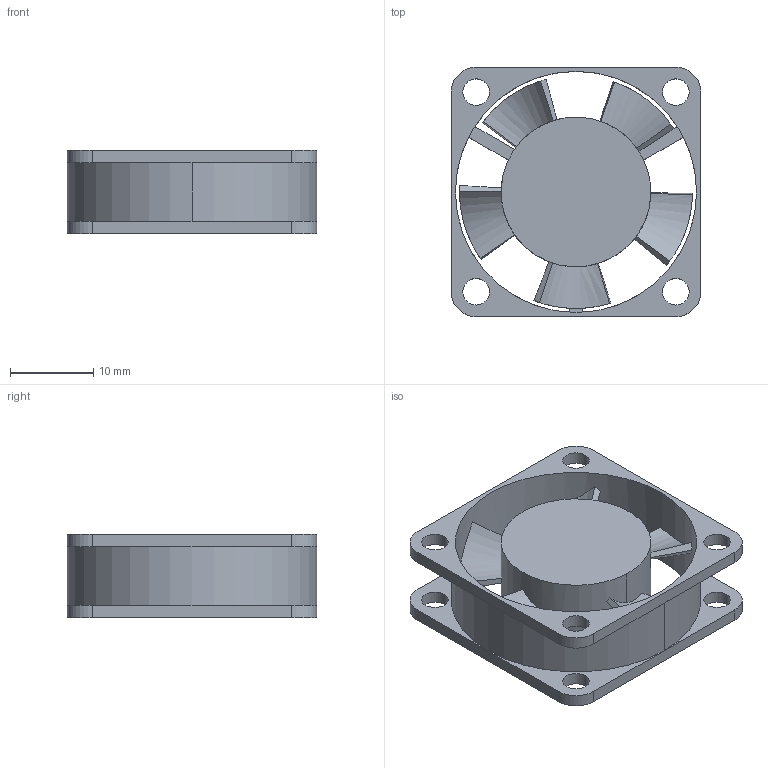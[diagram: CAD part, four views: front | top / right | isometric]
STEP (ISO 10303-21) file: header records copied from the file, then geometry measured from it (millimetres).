
FILE_DESCRIPTION (( 'STEP AP203' ), '1' );
FILE_NAME ('KDE0503PFB3.step', '2016-09-10T22:55:20', ( '' ), ( '' ), 'SwSTEP 2.0', 'SolidWorks 2008', '' );
FILE_SCHEMA (( 'CONFIG_CONTROL_DESIGN' ));
Length unit declared in the file: millimetre
Products named in the file (3): Fan_HouseKDE0503PFB3_KDE0503PFB3; KDE0503PFB3; FanKDE0503PFB3_KDE0503PFB3
Assembly tree (2 placements, depth 2):
  KDE0503PFB3
    FanKDE0503PFB3_KDE0503PFB3
    Fan_HouseKDE0503PFB3_KDE0503PFB3
Bounding box: 30 x 30 x 10 mm (x, y, z)
Volume: 3673.4 mm3; surface area: 4890.9 mm2
Topology: 2 solids, 2 shells, 87 faces, 231 edges, 150 vertices
Faces by surface type: cylinder 40, plane 37, bspline 10
Entity records: 3350 total; most frequent: CARTESIAN_POINT 915, ORIENTED_EDGE 462, DIRECTION 429, EDGE_CURVE 231, AXIS2_PLACEMENT_3D 160, VERTEX_POINT 150, EDGE_LOOP 111, VECTOR 109
